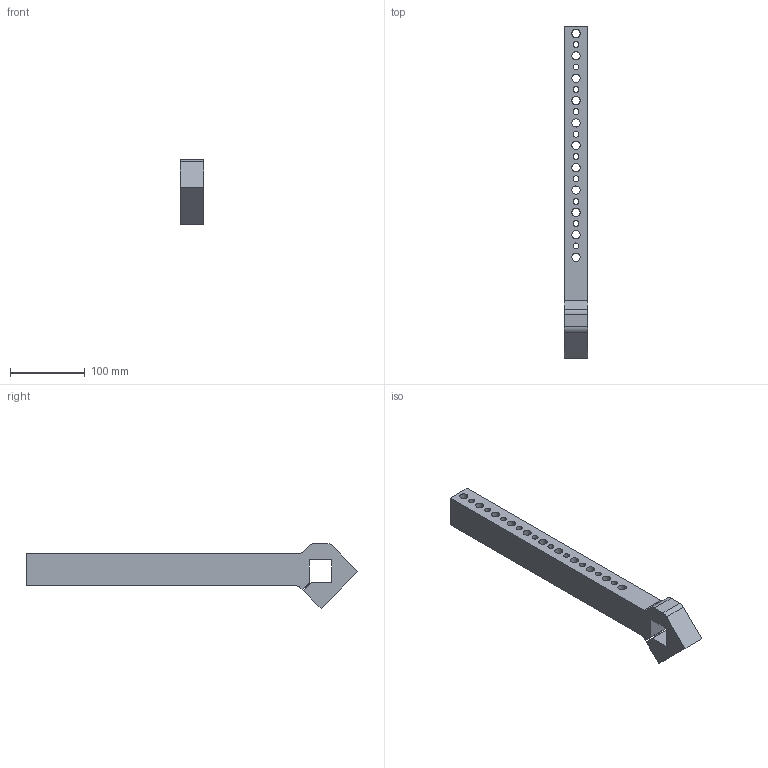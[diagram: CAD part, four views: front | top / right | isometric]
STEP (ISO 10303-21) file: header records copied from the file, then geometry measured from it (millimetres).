
FILE_DESCRIPTION(/* description */ (''),/* implementation_level */ '2;1');
FILE_NAME(/* name */ 'QNACA118M.stp',/* time_stamp */ '2018-10-18T14:54:43+02:00',/* author */ ('donadda1'),/* organization */ ('Pneumax S.p.A.'),/* preprocessor_version */ 'ST-DEVELOPER v17',/* originating_system */ 'Autodesk Inventor 2019',/* authorisation */ '');
FILE_SCHEMA (('AUTOMOTIVE_DESIGN { 1 0 10303 214 3 1 1 }'));
Length unit declared in the file: millimetre
Products named in the file (1): QNACA118M
Bounding box: 32 x 445.2 x 87.2 mm (x, y, z)
Volume: 558128.4 mm3; surface area: 99942.5 mm2
Topology: 1 solids, 1 shells, 44 faces, 127 edges, 84 vertices
Faces by surface type: cylinder 26, plane 18
Full cylindrical faces by diameter (mm): 8 x10, 10 x1, 11 x11
Entity records: 1596 total; most frequent: DIRECTION 271, CARTESIAN_POINT 256, ORIENTED_EDGE 254, EDGE_CURVE 127, AXIS2_PLACEMENT_3D 99, EDGE_LOOP 87, VERTEX_POINT 84, LINE 73
